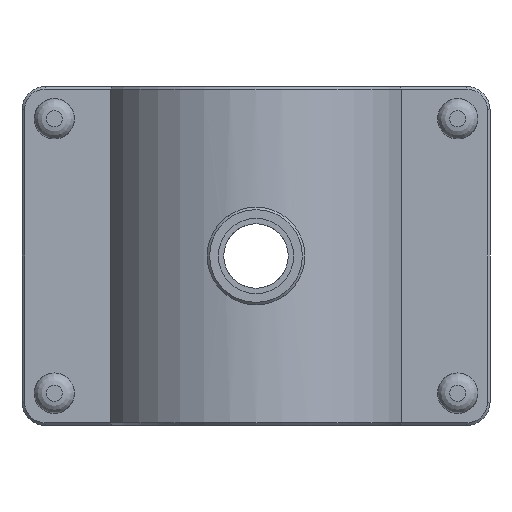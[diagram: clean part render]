
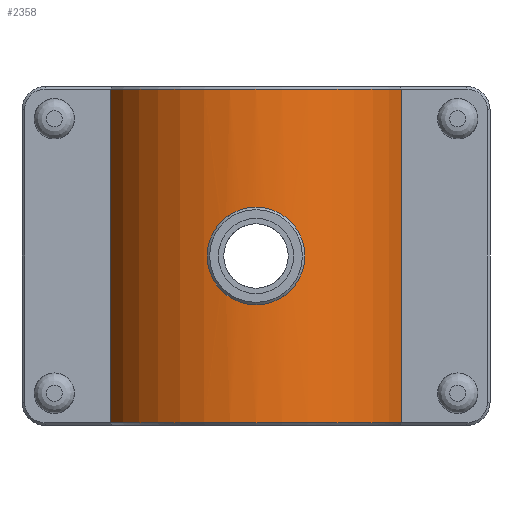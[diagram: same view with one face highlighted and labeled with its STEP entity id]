
A CAD part, front view. The second image highlights one B-rep face of the part: STEP entity #2358.
In plain terms, the highlighted cylindrical face has radius 39.375 mm (diameter 78.75 mm), a partial arc.
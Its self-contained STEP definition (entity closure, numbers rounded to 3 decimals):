
#169=LINE('',#4074,#357);
#170=LINE('',#4076,#358);
#357=VECTOR('',#3103,82.74);
#358=VECTOR('',#3106,82.74);
#588=CIRCLE('',#2555,39.375);
#589=CIRCLE('',#2558,39.375);
#652=FACE_BOUND('',#954,.T.);
#777=FACE_OUTER_BOUND('',#953,.T.);
#953=EDGE_LOOP('',(#1961,#1962,#1963,#1964));
#954=EDGE_LOOP('',(#1965));
#1042=B_SPLINE_CURVE_WITH_KNOTS('',3,(#3385,#3386,#3387,#3388,#3389,#3390,
#3391,#3392,#3393,#3394,#3395,#3396,#3397,#3398,#3399,#3400,#3401,#3402,
#3403,#3404,#3405,#3406,#3407,#3408,#3409,#3410,#3411,#3412,#3413,#3414,
#3415,#3416,#3417,#3418),.UNSPECIFIED.,.T.,.F.,(4,2,2,2,2,2,2,2,2,2,2,2,
2,2,2,2,4),(0.,0.302,0.605,0.907,1.209,
1.511,1.814,2.116,2.418,2.72,
3.023,3.325,3.627,3.929,4.232,
4.534,4.836),.UNSPECIFIED.);
#1058=VERTEX_POINT('',#3384);
#1193=VERTEX_POINT('',#4014);
#1194=VERTEX_POINT('',#4019);
#1195=VERTEX_POINT('',#4026);
#1197=VERTEX_POINT('',#4035);
#1274=EDGE_CURVE('',#1058,#1058,#1042,.T.);
#1462=EDGE_CURVE('',#1193,#1194,#588,.T.);
#1468=EDGE_CURVE('',#1197,#1195,#589,.T.);
#1485=EDGE_CURVE('',#1193,#1195,#169,.T.);
#1486=EDGE_CURVE('',#1194,#1197,#170,.T.);
#1961=ORIENTED_EDGE('',*,*,#1462,.F.);
#1962=ORIENTED_EDGE('',*,*,#1485,.T.);
#1963=ORIENTED_EDGE('',*,*,#1468,.F.);
#1964=ORIENTED_EDGE('',*,*,#1486,.F.);
#1965=ORIENTED_EDGE('',*,*,#1274,.T.);
#2249=CYLINDRICAL_SURFACE('',#2573,39.375);
#2358=ADVANCED_FACE('',(#777,#652),#2249,.T.);
#2555=AXIS2_PLACEMENT_3D('',#4020,#3053,#3054);
#2558=AXIS2_PLACEMENT_3D('',#4040,#3061,#3062);
#2573=AXIS2_PLACEMENT_3D('',#4075,#3104,#3105);
#3053=DIRECTION('center_axis',(0.,0.,-1.));
#3054=DIRECTION('ref_axis',(1.,0.,0.));
#3061=DIRECTION('center_axis',(0.,0.,1.));
#3062=DIRECTION('ref_axis',(1.,0.,0.));
#3103=DIRECTION('',(0.,0.,1.));
#3104=DIRECTION('center_axis',(0.,0.,1.));
#3105=DIRECTION('ref_axis',(1.,0.,0.));
#3106=DIRECTION('',(0.,0.,1.));
#3384=CARTESIAN_POINT('',(-8.,-38.554,0.));
#3385=CARTESIAN_POINT('Ctrl Pts',(-8.,-38.554,0.));
#3386=CARTESIAN_POINT('Ctrl Pts',(-8.,-38.554,1.008));
#3387=CARTESIAN_POINT('Ctrl Pts',(-7.798,-38.597,2.08));
#3388=CARTESIAN_POINT('Ctrl Pts',(-6.981,-38.753,4.05));
#3389=CARTESIAN_POINT('Ctrl Pts',(-6.366,-38.864,4.948));
#3390=CARTESIAN_POINT('Ctrl Pts',(-4.948,-39.069,6.366));
#3391=CARTESIAN_POINT('Ctrl Pts',(-4.05,-39.179,6.981));
#3392=CARTESIAN_POINT('Ctrl Pts',(-2.08,-39.332,7.798));
#3393=CARTESIAN_POINT('Ctrl Pts',(-1.007,-39.375,8.));
#3394=CARTESIAN_POINT('Ctrl Pts',(1.007,-39.375,8.));
#3395=CARTESIAN_POINT('Ctrl Pts',(2.08,-39.332,7.798));
#3396=CARTESIAN_POINT('Ctrl Pts',(4.05,-39.179,6.981));
#3397=CARTESIAN_POINT('Ctrl Pts',(4.948,-39.069,6.366));
#3398=CARTESIAN_POINT('Ctrl Pts',(6.366,-38.864,4.948));
#3399=CARTESIAN_POINT('Ctrl Pts',(6.981,-38.753,4.05));
#3400=CARTESIAN_POINT('Ctrl Pts',(7.798,-38.597,2.08));
#3401=CARTESIAN_POINT('Ctrl Pts',(8.,-38.554,1.008));
#3402=CARTESIAN_POINT('Ctrl Pts',(8.,-38.554,-1.008));
#3403=CARTESIAN_POINT('Ctrl Pts',(7.798,-38.597,-2.08));
#3404=CARTESIAN_POINT('Ctrl Pts',(6.981,-38.753,-4.05));
#3405=CARTESIAN_POINT('Ctrl Pts',(6.366,-38.864,-4.948));
#3406=CARTESIAN_POINT('Ctrl Pts',(4.948,-39.069,-6.366));
#3407=CARTESIAN_POINT('Ctrl Pts',(4.05,-39.179,-6.981));
#3408=CARTESIAN_POINT('Ctrl Pts',(2.08,-39.332,-7.798));
#3409=CARTESIAN_POINT('Ctrl Pts',(1.007,-39.375,-8.));
#3410=CARTESIAN_POINT('Ctrl Pts',(-1.007,-39.375,-8.));
#3411=CARTESIAN_POINT('Ctrl Pts',(-2.08,-39.332,-7.798));
#3412=CARTESIAN_POINT('Ctrl Pts',(-4.05,-39.179,-6.981));
#3413=CARTESIAN_POINT('Ctrl Pts',(-4.948,-39.069,-6.366));
#3414=CARTESIAN_POINT('Ctrl Pts',(-6.366,-38.864,-4.948));
#3415=CARTESIAN_POINT('Ctrl Pts',(-6.981,-38.753,-4.05));
#3416=CARTESIAN_POINT('Ctrl Pts',(-7.798,-38.597,-2.08));
#3417=CARTESIAN_POINT('Ctrl Pts',(-8.,-38.554,-1.008));
#3418=CARTESIAN_POINT('Ctrl Pts',(-8.,-38.554,0.));
#4014=CARTESIAN_POINT('',(36.088,-15.75,-41.37));
#4019=CARTESIAN_POINT('',(-36.088,-15.75,-41.37));
#4020=CARTESIAN_POINT('Origin',(0.,0.,-41.37));
#4026=CARTESIAN_POINT('',(36.088,-15.75,41.37));
#4035=CARTESIAN_POINT('',(-36.088,-15.75,41.37));
#4040=CARTESIAN_POINT('Origin',(0.,0.,41.37));
#4074=CARTESIAN_POINT('',(36.088,-15.75,0.));
#4075=CARTESIAN_POINT('Origin',(0.,0.,0.));
#4076=CARTESIAN_POINT('',(-36.088,-15.75,0.));
